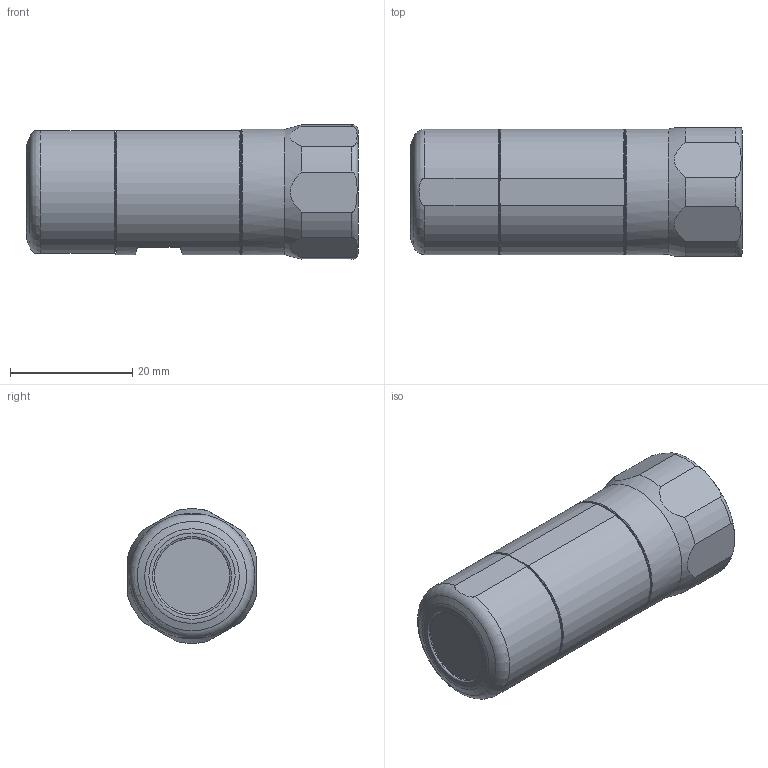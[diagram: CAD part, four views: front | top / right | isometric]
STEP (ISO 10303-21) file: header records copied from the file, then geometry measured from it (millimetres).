
FILE_DESCRIPTION (( 'STEP AP214' ), '1' );
FILE_NAME ('0186-2212_240408_MC01-R!f-IP69K-SSC.STEP', '2024-04-08T08:06:40', ( '' ), ( '' ), 'SwSTEP 2.0', 'SolidWorks 2023', '' );
FILE_SCHEMA (( 'AUTOMOTIVE_DESIGN' ));
Length unit declared in the file: millimetre
Products named in the file (1): 0186-2212_240408_MC01-R!f-IP69K-SSC
Bounding box: 54.25 x 21 x 21.98 mm (x, y, z)
Volume: 15252.6 mm3; surface area: 6170.5 mm2
Topology: 1 solids, 1 shells, 213 faces, 608 edges, 425 vertices
Faces by surface type: plane 80, cylinder 60, cone 37, torus 23, bspline 13
Full cylindrical faces by diameter (mm): 1.15 x5, 1.2 x3, 2 x4, 2.1 x1, 3.1 x3, 12.3 x1, 15.85 x1, 16.2 x1, 17.2 x1, 17.25 x1, 18.1 x1, 18.45 x1, 19.2 x1, 19.64 x1, 20.2 x1, 20.5 x1
Entity records: 18439 total; most frequent: CARTESIAN_POINT 11468, ORIENTED_EDGE 1000, DIRECTION 749, EDGE_CURVE 500, VERTEX_POINT 382, EDGE_LOOP 312, AXIS2_PLACEMENT_3D 297, FACE_OUTER_BOUND 253
